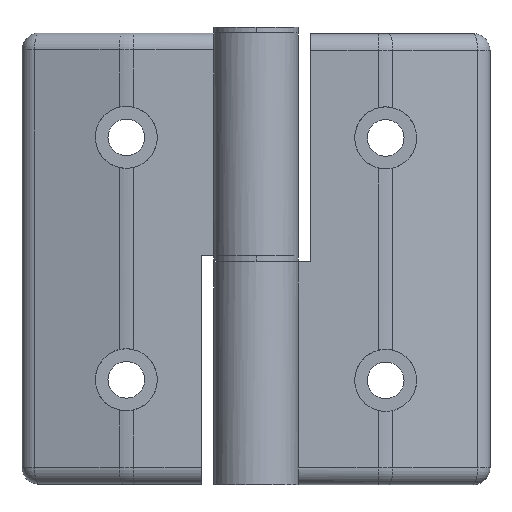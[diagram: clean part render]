
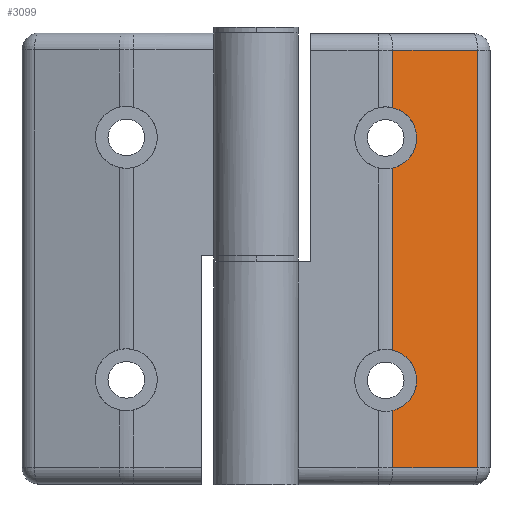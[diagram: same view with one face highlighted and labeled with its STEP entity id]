
A CAD part, top view. The second image highlights one B-rep face of the part: STEP entity #3099.
In plain terms, the highlighted planar face has unit normal (0.259, 0, 0.966).
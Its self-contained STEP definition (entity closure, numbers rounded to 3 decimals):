
#33 = VERTEX_POINT ( 'NONE', #3151 ) ;
#104 = DIRECTION ( 'NONE',  ( 0., -1., 0. ) ) ;
#115 = LINE ( 'NONE', #2385, #1737 ) ;
#156 = CARTESIAN_POINT ( 'NONE',  ( 38.5, 3., -4.153 ) ) ;
#160 = CARTESIAN_POINT ( 'NONE',  ( 24.272, 80., -0.341 ) ) ;
#201 = VERTEX_POINT ( 'NONE', #1374 ) ;
#430 = CARTESIAN_POINT ( 'NONE',  ( 26.854, 23.237, -1.033 ) ) ;
#531 = EDGE_CURVE ( 'NONE', #2010, #1366, #928, .T. ) ;
#551 =( BOUNDED_CURVE ( )  B_SPLINE_CURVE ( 3, ( #3137, #2417, #868, #882 ),
 .UNSPECIFIED., .F., .T. ) 
 B_SPLINE_CURVE_WITH_KNOTS ( ( 4, 4 ),
 ( 3.142, 4.479 ),
 .UNSPECIFIED. ) 
 CURVE ( )  GEOMETRIC_REPRESENTATION_ITEM ( )  RATIONAL_B_SPLINE_CURVE ( ( 1., 0.856, 0.856, 1. ) ) 
 REPRESENTATION_ITEM ( '' )  );
#654 = CARTESIAN_POINT ( 'NONE',  ( 24.272, 23.851, -0.341 ) ) ;
#693 = VERTEX_POINT ( 'NONE', #711 ) ;
#698 = DIRECTION ( 'NONE',  ( 0., 1., 0. ) ) ;
#705 = EDGE_LOOP ( 'NONE', ( #2399, #3018, #2900, #2401, #1633, #1241, #2906, #3203, #949, #2541 ) ) ;
#711 = CARTESIAN_POINT ( 'NONE',  ( 28.5, 18.5, -1.474 ) ) ;
#736 = CARTESIAN_POINT ( 'NONE',  ( 28.5, 21.154, -1.474 ) ) ;
#794 = EDGE_CURVE ( 'NONE', #1366, #201, #1957, .T. ) ;
#868 = CARTESIAN_POINT ( 'NONE',  ( 26.854, 13.763, -1.033 ) ) ;
#877 = EDGE_CURVE ( 'NONE', #3251, #33, #1129, .T. ) ;
#882 = CARTESIAN_POINT ( 'NONE',  ( 24.272, 13.149, -0.341 ) ) ;
#888 = VECTOR ( 'NONE', #1435, 1000. ) ;
#925 = CARTESIAN_POINT ( 'NONE',  ( 24.272, 56.149, -0.341 ) ) ;
#926 = CARTESIAN_POINT ( 'NONE',  ( 28.5, 58.846, -1.474 ) ) ;
#928 = LINE ( 'NONE', #156, #1150 ) ;
#945 = CARTESIAN_POINT ( 'NONE',  ( 28.5, 61.5, -1.474 ) ) ;
#949 = ORIENTED_EDGE ( 'NONE', *, *, #3209, .T. ) ;
#997 = EDGE_CURVE ( 'NONE', #1618, #3251, #1929, .T. ) ;
#1095 = VECTOR ( 'NONE', #698, 1000. ) ;
#1129 =( BOUNDED_CURVE ( )  B_SPLINE_CURVE ( 3, ( #3120, #2555, #1340, #2347 ),
 .UNSPECIFIED., .F., .T. ) 
 B_SPLINE_CURVE_WITH_KNOTS ( ( 4, 4 ),
 ( 1.804, 3.142 ),
 .UNSPECIFIED. ) 
 CURVE ( )  GEOMETRIC_REPRESENTATION_ITEM ( )  RATIONAL_B_SPLINE_CURVE ( ( 1., 0.856, 0.856, 1. ) ) 
 REPRESENTATION_ITEM ( '' )  );
#1150 = VECTOR ( 'NONE', #1184, 1000. ) ;
#1184 = DIRECTION ( 'NONE',  ( 0.966, 0., -0.259 ) ) ;
#1241 = ORIENTED_EDGE ( 'NONE', *, *, #877, .T. ) ;
#1340 = CARTESIAN_POINT ( 'NONE',  ( 28.5, 64.154, -1.474 ) ) ;
#1366 = VERTEX_POINT ( 'NONE', #2402 ) ;
#1369 = CARTESIAN_POINT ( 'NONE',  ( 41.5, 80., -4.957 ) ) ;
#1374 = CARTESIAN_POINT ( 'NONE',  ( 39.276, 77., -4.361 ) ) ;
#1413 = PLANE ( 'NONE',  #2433 ) ;
#1435 = DIRECTION ( 'NONE',  ( 0., -1., 0. ) ) ;
#1483 = EDGE_CURVE ( 'NONE', #33, #1904, #2482, .T. ) ;
#1504 = CARTESIAN_POINT ( 'NONE',  ( 24.272, 77., -0.341 ) ) ;
#1547 = CARTESIAN_POINT ( 'NONE',  ( 24.272, 66.851, -0.341 ) ) ;
#1618 = VERTEX_POINT ( 'NONE', #1504 ) ;
#1633 = ORIENTED_EDGE ( 'NONE', *, *, #997, .T. ) ;
#1737 = VECTOR ( 'NONE', #104, 1000. ) ;
#1742 = CARTESIAN_POINT ( 'NONE',  ( 39.276, 80., -4.361 ) ) ;
#1745 = EDGE_CURVE ( 'NONE', #693, #2144, #551, .T. ) ;
#1747 = CARTESIAN_POINT ( 'NONE',  ( 28.5, 18.5, -1.474 ) ) ;
#1759 = DIRECTION ( 'NONE',  ( 0., -1., 0. ) ) ;
#1809 = EDGE_CURVE ( 'NONE', #2144, #2010, #115, .T. ) ;
#1845 = DIRECTION ( 'NONE',  ( -0.259, 0., -0.966 ) ) ;
#1904 = VERTEX_POINT ( 'NONE', #925 ) ;
#1929 = LINE ( 'NONE', #160, #888 ) ;
#1957 = LINE ( 'NONE', #1742, #1095 ) ;
#1970 = CARTESIAN_POINT ( 'NONE',  ( 24.272, 56.149, -0.341 ) ) ;
#1974 = DIRECTION ( 'NONE',  ( -0.966, 0., 0.259 ) ) ;
#1990 = CARTESIAN_POINT ( 'NONE',  ( 24.272, 23.851, -0.341 ) ) ;
#2010 = VERTEX_POINT ( 'NONE', #3081 ) ;
#2036 = CARTESIAN_POINT ( 'NONE',  ( 24.272, 80., -0.341 ) ) ;
#2057 = VECTOR ( 'NONE', #1974, 1000. ) ;
#2112 = VECTOR ( 'NONE', #1759, 1000. ) ;
#2128 = CARTESIAN_POINT ( 'NONE',  ( 24.272, 13.149, -0.341 ) ) ;
#2138 = DIRECTION ( 'NONE',  ( -0.966, 0., 0.259 ) ) ;
#2144 = VERTEX_POINT ( 'NONE', #2128 ) ;
#2156 = LINE ( 'NONE', #3180, #2057 ) ;
#2347 = CARTESIAN_POINT ( 'NONE',  ( 28.5, 61.5, -1.474 ) ) ;
#2385 = CARTESIAN_POINT ( 'NONE',  ( 24.272, 80., -0.341 ) ) ;
#2399 = ORIENTED_EDGE ( 'NONE', *, *, #1809, .T. ) ;
#2401 = ORIENTED_EDGE ( 'NONE', *, *, #2731, .T. ) ;
#2402 = CARTESIAN_POINT ( 'NONE',  ( 39.276, 3., -4.361 ) ) ;
#2417 = CARTESIAN_POINT ( 'NONE',  ( 28.5, 15.846, -1.474 ) ) ;
#2433 = AXIS2_PLACEMENT_3D ( 'NONE', #1369, #1845, #2138 ) ;
#2482 =( BOUNDED_CURVE ( )  B_SPLINE_CURVE ( 3, ( #945, #926, #2732, #1970 ),
 .UNSPECIFIED., .F., .T. ) 
 B_SPLINE_CURVE_WITH_KNOTS ( ( 4, 4 ),
 ( 3.142, 4.479 ),
 .UNSPECIFIED. ) 
 CURVE ( )  GEOMETRIC_REPRESENTATION_ITEM ( )  RATIONAL_B_SPLINE_CURVE ( ( 1., 0.856, 0.856, 1. ) ) 
 REPRESENTATION_ITEM ( '' )  );
#2541 = ORIENTED_EDGE ( 'NONE', *, *, #1745, .T. ) ;
#2555 = CARTESIAN_POINT ( 'NONE',  ( 26.854, 66.237, -1.033 ) ) ;
#2592 =( BOUNDED_CURVE ( )  B_SPLINE_CURVE ( 3, ( #1990, #430, #736, #1747 ),
 .UNSPECIFIED., .F., .T. ) 
 B_SPLINE_CURVE_WITH_KNOTS ( ( 4, 4 ),
 ( 1.804, 3.142 ),
 .UNSPECIFIED. ) 
 CURVE ( )  GEOMETRIC_REPRESENTATION_ITEM ( )  RATIONAL_B_SPLINE_CURVE ( ( 1., 0.856, 0.856, 1. ) ) 
 REPRESENTATION_ITEM ( '' )  );
#2676 = FACE_OUTER_BOUND ( 'NONE', #705, .T. ) ;
#2731 = EDGE_CURVE ( 'NONE', #201, #1618, #2156, .T. ) ;
#2732 = CARTESIAN_POINT ( 'NONE',  ( 26.854, 56.763, -1.033 ) ) ;
#2786 = VERTEX_POINT ( 'NONE', #654 ) ;
#2802 = LINE ( 'NONE', #2036, #2112 ) ;
#2900 = ORIENTED_EDGE ( 'NONE', *, *, #794, .T. ) ;
#2906 = ORIENTED_EDGE ( 'NONE', *, *, #1483, .T. ) ;
#2981 = EDGE_CURVE ( 'NONE', #1904, #2786, #2802, .T. ) ;
#3018 = ORIENTED_EDGE ( 'NONE', *, *, #531, .T. ) ;
#3081 = CARTESIAN_POINT ( 'NONE',  ( 24.272, 3., -0.341 ) ) ;
#3099 = ADVANCED_FACE ( 'NONE', ( #2676 ), #1413, .F. ) ;
#3120 = CARTESIAN_POINT ( 'NONE',  ( 24.272, 66.851, -0.341 ) ) ;
#3137 = CARTESIAN_POINT ( 'NONE',  ( 28.5, 18.5, -1.474 ) ) ;
#3151 = CARTESIAN_POINT ( 'NONE',  ( 28.5, 61.5, -1.474 ) ) ;
#3180 = CARTESIAN_POINT ( 'NONE',  ( 41.5, 77., -4.957 ) ) ;
#3203 = ORIENTED_EDGE ( 'NONE', *, *, #2981, .T. ) ;
#3209 = EDGE_CURVE ( 'NONE', #2786, #693, #2592, .T. ) ;
#3251 = VERTEX_POINT ( 'NONE', #1547 ) ;
